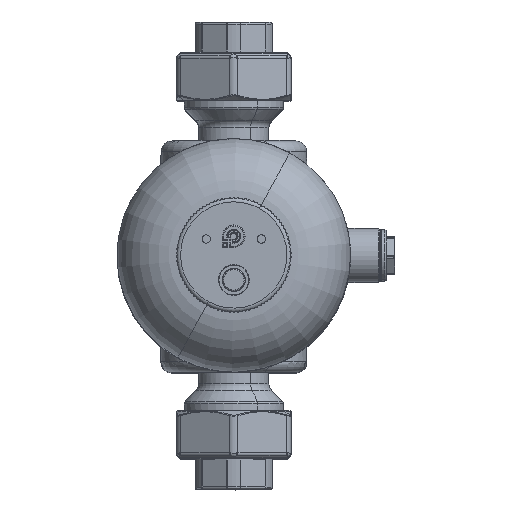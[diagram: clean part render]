
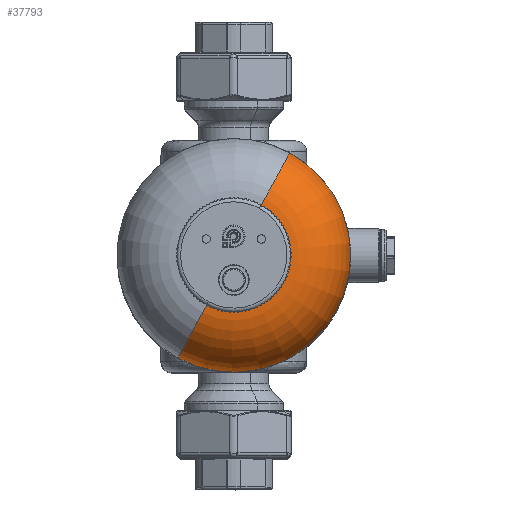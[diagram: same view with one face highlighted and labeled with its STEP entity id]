
A CAD part, top view. The second image highlights one B-rep face of the part: STEP entity #37793.
In plain terms, the highlighted toroidal (fillet/blend) face has major radius 26 mm and minor radius 30 mm.
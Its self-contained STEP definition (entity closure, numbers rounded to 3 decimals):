
#33761=CARTESIAN_POINT('Vertex',(26.848,49.145,165.)) ;
#33764=CARTESIAN_POINT('Axis2P3D Location',(0.,0.,165.)) ;
#33768=CARTESIAN_POINT('Vertex',(-26.848,-49.145,165.)) ;
#37755=CARTESIAN_POINT('Axis2P3D Location',(0.,0.,165.)) ;
#37760=CARTESIAN_POINT('Axis2P3D Location',(12.465,22.817,165.)) ;
#37764=CARTESIAN_POINT('Vertex',(12.465,22.817,195.)) ;
#37767=CARTESIAN_POINT('Axis2P3D Location',(0.,0.,195.)) ;
#37771=CARTESIAN_POINT('Vertex',(0.,-26.,195.)) ;
#37774=CARTESIAN_POINT('Axis2P3D Location',(0.,0.,195.)) ;
#37778=CARTESIAN_POINT('Vertex',(-12.465,-22.817,195.)) ;
#37781=CARTESIAN_POINT('Axis2P3D Location',(-12.465,-22.817,165.)) ;
#33765=DIRECTION('Axis2P3D Direction',(0.,0.,-1.)) ;
#37756=DIRECTION('Axis2P3D Direction',(0.,0.,-1.)) ;
#37757=DIRECTION('Axis2P3D XDirection',(0.479,0.878,0.)) ;
#37761=DIRECTION('Axis2P3D Direction',(-0.878,0.479,0.)) ;
#37768=DIRECTION('Axis2P3D Direction',(0.,0.,-1.)) ;
#37775=DIRECTION('Axis2P3D Direction',(0.,0.,-1.)) ;
#37782=DIRECTION('Axis2P3D Direction',(0.878,-0.479,0.)) ;
#33766=AXIS2_PLACEMENT_3D('Circle Axis2P3D',#33764,#33765,$) ;
#37758=AXIS2_PLACEMENT_3D('Torus Axis2P3D',#37755,#37756,#37757) ;
#37762=AXIS2_PLACEMENT_3D('Circle Axis2P3D',#37760,#37761,$) ;
#37769=AXIS2_PLACEMENT_3D('Circle Axis2P3D',#37767,#37768,$) ;
#37776=AXIS2_PLACEMENT_3D('Circle Axis2P3D',#37774,#37775,$) ;
#37783=AXIS2_PLACEMENT_3D('Circle Axis2P3D',#37781,#37782,$) ;
#33767=CIRCLE('generated circle',#33766,56.) ;
#37763=CIRCLE('generated circle',#37762,30.) ;
#37770=CIRCLE('generated circle',#37769,26.) ;
#37777=CIRCLE('generated circle',#37776,26.) ;
#37784=CIRCLE('generated circle',#37783,30.) ;
#33770=EDGE_CURVE('',#33762,#33769,#33767,.T.) ;
#37766=EDGE_CURVE('',#33762,#37765,#37763,.F.) ;
#37773=EDGE_CURVE('',#37765,#37772,#37770,.T.) ;
#37780=EDGE_CURVE('',#37772,#37779,#37777,.T.) ;
#37785=EDGE_CURVE('',#33769,#37779,#37784,.F.) ;
#37787=ORIENTED_EDGE('',*,*,#33770,.F.) ;
#37788=ORIENTED_EDGE('',*,*,#37766,.T.) ;
#37789=ORIENTED_EDGE('',*,*,#37773,.T.) ;
#37790=ORIENTED_EDGE('',*,*,#37780,.T.) ;
#37791=ORIENTED_EDGE('',*,*,#37785,.F.) ;
#37786=EDGE_LOOP('',(#37787,#37788,#37789,#37790,#37791)) ;
#33762=VERTEX_POINT('',#33761) ;
#33769=VERTEX_POINT('',#33768) ;
#37765=VERTEX_POINT('',#37764) ;
#37772=VERTEX_POINT('',#37771) ;
#37779=VERTEX_POINT('',#37778) ;
#37793=ADVANCED_FACE('Body.55',(#37792),#37759,.T.) ;
#37759=DEGENERATE_TOROIDAL_SURFACE('homeo Torus',#37758,26.,30.,.T.) ;
#37792=FACE_OUTER_BOUND('',#37786,.T.) ;
